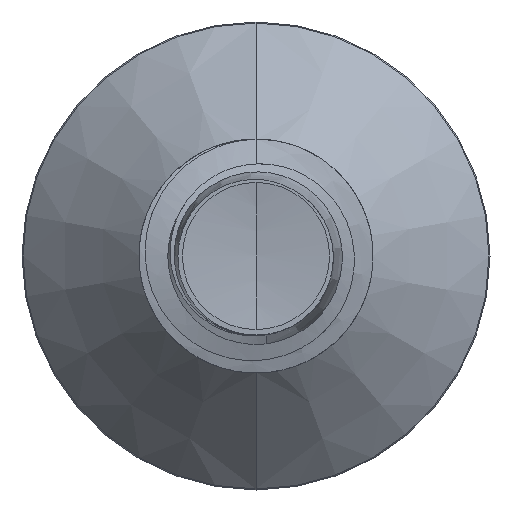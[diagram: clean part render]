
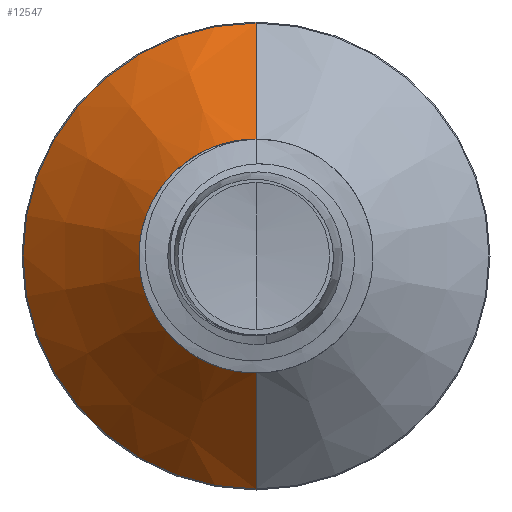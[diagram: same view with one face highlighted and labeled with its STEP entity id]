
A CAD part, front view. The second image highlights one B-rep face of the part: STEP entity #12547.
In plain terms, the highlighted conical face has half-angle 45 degrees and reference radius 0.996 mm.
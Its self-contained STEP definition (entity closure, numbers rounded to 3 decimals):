
#194 = CARTESIAN_POINT ( 'NONE',  ( 0., 7.141, 0. ) ) ;
#351 = VECTOR ( 'NONE', #16518, 1000. ) ;
#428 = AXIS2_PLACEMENT_3D ( 'NONE', #194, #12706, #2140 ) ;
#815 = ORIENTED_EDGE ( 'NONE', *, *, #19781, .F. ) ;
#978 = FACE_OUTER_BOUND ( 'NONE', #4030, .T. ) ;
#1385 = AXIS2_PLACEMENT_3D ( 'NONE', #15442, #5787, #17014 ) ;
#2140 = DIRECTION ( 'NONE',  ( 0., 0., 1. ) ) ;
#2183 = AXIS2_PLACEMENT_3D ( 'NONE', #18208, #21337, #5451 ) ;
#4030 = EDGE_LOOP ( 'NONE', ( #10187, #14228, #18256, #815 ) ) ;
#4976 = VERTEX_POINT ( 'NONE', #14091 ) ;
#5451 = DIRECTION ( 'NONE',  ( 0., 0., 1. ) ) ;
#5689 = LINE ( 'NONE', #21032, #351 ) ;
#5787 = DIRECTION ( 'NONE',  ( 0., 1., 0. ) ) ;
#8342 = CARTESIAN_POINT ( 'NONE',  ( 0., 6.146, 0.996 ) ) ;
#8744 = CIRCLE ( 'NONE', #1385, 0.996 ) ;
#9012 = CIRCLE ( 'NONE', #428, 1.991 ) ;
#10187 = ORIENTED_EDGE ( 'NONE', *, *, #15404, .F. ) ;
#11039 = LINE ( 'NONE', #11917, #15042 ) ;
#11152 = CARTESIAN_POINT ( 'NONE',  ( 0., 7.141, 1.991 ) ) ;
#11917 = CARTESIAN_POINT ( 'NONE',  ( 0., 6.146, 0.996 ) ) ;
#12547 = ADVANCED_FACE ( 'NONE', ( #978 ), #17936, .T. ) ;
#12706 = DIRECTION ( 'NONE',  ( 0., 1., 0. ) ) ;
#13496 = VERTEX_POINT ( 'NONE', #15110 ) ;
#14091 = CARTESIAN_POINT ( 'NONE',  ( 0., 7.141, -1.991 ) ) ;
#14228 = ORIENTED_EDGE ( 'NONE', *, *, #18674, .T. ) ;
#14682 = VERTEX_POINT ( 'NONE', #11152 ) ;
#15042 = VECTOR ( 'NONE', #21066, 1000. ) ;
#15110 = CARTESIAN_POINT ( 'NONE',  ( 0., 6.146, -0.996 ) ) ;
#15404 = EDGE_CURVE ( 'NONE', #13496, #4976, #5689, .T. ) ;
#15442 = CARTESIAN_POINT ( 'NONE',  ( 0., 6.146, 0. ) ) ;
#16350 = VERTEX_POINT ( 'NONE', #8342 ) ;
#16518 = DIRECTION ( 'NONE',  ( 0., 0.707, -0.707 ) ) ;
#16720 = EDGE_CURVE ( 'NONE', #16350, #14682, #11039, .T. ) ;
#17014 = DIRECTION ( 'NONE',  ( 0., 0., 1. ) ) ;
#17936 = CONICAL_SURFACE ( 'NONE', #2183, 0.996, 0.785 ) ;
#18208 = CARTESIAN_POINT ( 'NONE',  ( 0., 6.146, 0. ) ) ;
#18256 = ORIENTED_EDGE ( 'NONE', *, *, #16720, .T. ) ;
#18674 = EDGE_CURVE ( 'NONE', #13496, #16350, #8744, .T. ) ;
#19781 = EDGE_CURVE ( 'NONE', #4976, #14682, #9012, .T. ) ;
#21032 = CARTESIAN_POINT ( 'NONE',  ( 0., 6.146, -0.996 ) ) ;
#21066 = DIRECTION ( 'NONE',  ( 0., 0.707, 0.707 ) ) ;
#21337 = DIRECTION ( 'NONE',  ( 0., 1., 0. ) ) ;
